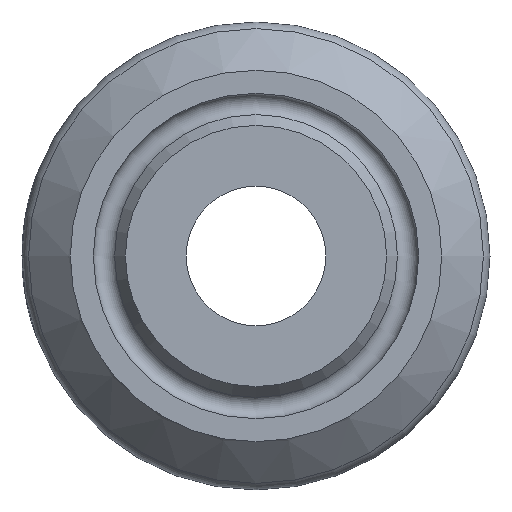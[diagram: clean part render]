
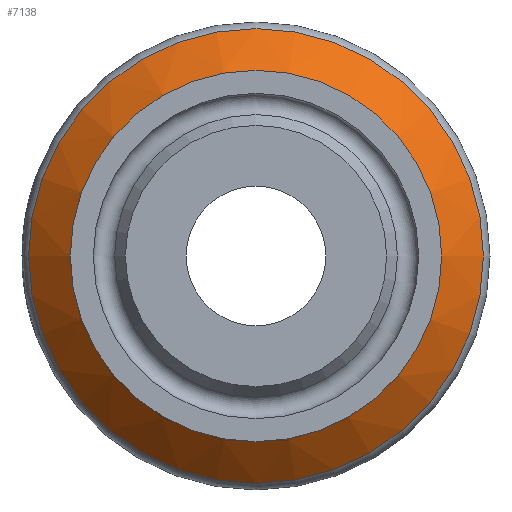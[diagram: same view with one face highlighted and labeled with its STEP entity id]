
A CAD part, left-side view. The second image highlights one B-rep face of the part: STEP entity #7138.
In plain terms, the highlighted conical face has half-angle 45 degrees and reference radius 12.636 mm.
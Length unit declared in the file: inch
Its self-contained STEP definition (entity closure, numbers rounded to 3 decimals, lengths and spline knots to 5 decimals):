
#16=CONICAL_SURFACE('',#7553,0.4975,45.);
#111=FACE_BOUND('',#1303,.T.);
#859=FACE_OUTER_BOUND('',#1302,.T.);
#1302=EDGE_LOOP('',(#6660));
#1303=EDGE_LOOP('',(#6661));
#1480=CIRCLE('',#7552,0.60243);
#1481=CIRCLE('',#7554,0.39257);
#3509=VERTEX_POINT('',#15776);
#3510=VERTEX_POINT('',#15779);
#4563=EDGE_CURVE('',#3509,#3509,#1480,.T.);
#4564=EDGE_CURVE('',#3510,#3510,#1481,.T.);
#6660=ORIENTED_EDGE('',*,*,#4564,.F.);
#6661=ORIENTED_EDGE('',*,*,#4563,.F.);
#7138=ADVANCED_FACE('',(#859,#111),#16,.T.);
#7552=AXIS2_PLACEMENT_3D('',#15777,#8848,#8849);
#7553=AXIS2_PLACEMENT_3D('',#15778,#8850,#8851);
#7554=AXIS2_PLACEMENT_3D('',#15780,#8852,#8853);
#8848=DIRECTION('center_axis',(1.,0.,0.));
#8849=DIRECTION('ref_axis',(0.,-1.,0.));
#8850=DIRECTION('center_axis',(1.,0.,0.));
#8851=DIRECTION('ref_axis',(0.,1.,0.));
#8852=DIRECTION('center_axis',(-1.,0.,0.));
#8853=DIRECTION('ref_axis',(0.,-1.,0.));
#15776=CARTESIAN_POINT('',(0.66301,0.60243,0.));
#15777=CARTESIAN_POINT('Origin',(0.66301,0.,
0.));
#15778=CARTESIAN_POINT('Origin',(0.55808,0.,
0.));
#15779=CARTESIAN_POINT('',(0.45316,0.39257,0.));
#15780=CARTESIAN_POINT('Origin',(0.45316,0.,
0.));
